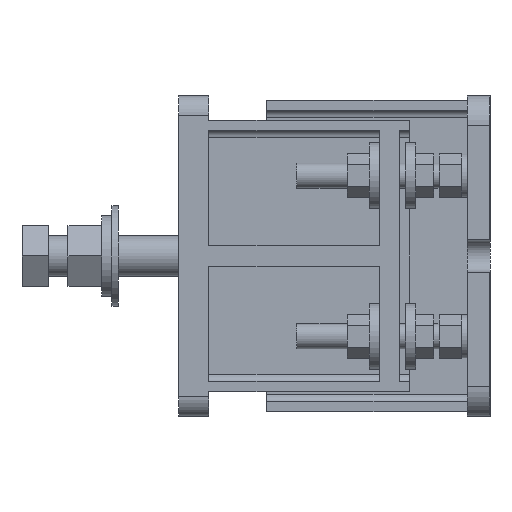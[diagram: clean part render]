
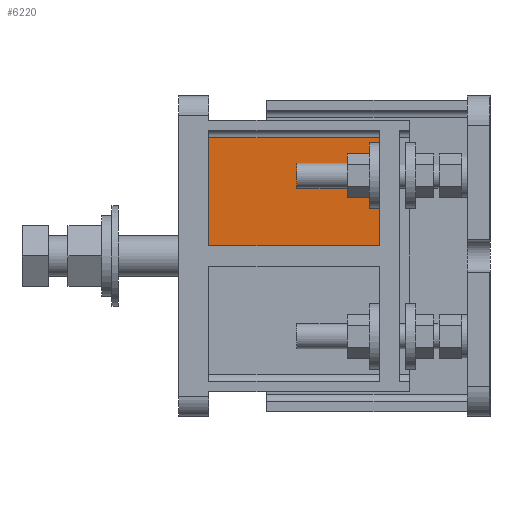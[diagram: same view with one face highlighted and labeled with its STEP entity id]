
A CAD part, left-side view. The second image highlights one B-rep face of the part: STEP entity #6220.
In plain terms, the highlighted planar face has unit normal (-1, 0, 0).
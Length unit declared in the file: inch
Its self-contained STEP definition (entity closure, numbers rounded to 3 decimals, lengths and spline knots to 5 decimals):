
#293 = DIRECTION ( 'NONE',  ( 0., 1., 0. ) ) ;
#473 = VECTOR ( 'NONE', #3469, 39.37008 ) ;
#524 = PLANE ( 'NONE',  #7025 ) ;
#645 = VERTEX_POINT ( 'NONE', #8645 ) ;
#896 = EDGE_LOOP ( 'NONE', ( #5972, #8518, #3166, #8576 ) ) ;
#938 = CARTESIAN_POINT ( 'NONE',  ( -4.9375, 2.75, 3.125 ) ) ;
#1349 = DIRECTION ( 'NONE',  ( 0., 0., 1. ) ) ;
#1402 = CARTESIAN_POINT ( 'NONE',  ( -4.9375, 2.75, 0.25 ) ) ;
#1670 = VECTOR ( 'NONE', #10521, 39.37008 ) ;
#1809 = VERTEX_POINT ( 'NONE', #7511 ) ;
#3111 = VECTOR ( 'NONE', #293, 39.37008 ) ;
#3166 = ORIENTED_EDGE ( 'NONE', *, *, #5722, .F. ) ;
#3469 = DIRECTION ( 'NONE',  ( 0., 0., -1. ) ) ;
#3793 = VERTEX_POINT ( 'NONE', #1402 ) ;
#4275 = CARTESIAN_POINT ( 'NONE',  ( -4.9375, 7., 2.9375 ) ) ;
#4775 = DIRECTION ( 'NONE',  ( -1., 0., 0. ) ) ;
#5568 = LINE ( 'NONE', #10813, #3111 ) ;
#5608 = CARTESIAN_POINT ( 'NONE',  ( -4.9375, 7., 2.9375 ) ) ;
#5722 = EDGE_CURVE ( 'NONE', #645, #3793, #7371, .T. ) ;
#5972 = ORIENTED_EDGE ( 'NONE', *, *, #6920, .F. ) ;
#6220 = ADVANCED_FACE ( 'NONE', ( #7222 ), #524, .T. ) ;
#6920 = EDGE_CURVE ( 'NONE', #1809, #9225, #9507, .T. ) ;
#7025 = AXIS2_PLACEMENT_3D ( 'NONE', #7399, #4775, #1349 ) ;
#7199 = VECTOR ( 'NONE', #10269, 39.37008 ) ;
#7222 = FACE_OUTER_BOUND ( 'NONE', #896, .T. ) ;
#7371 = LINE ( 'NONE', #938, #473 ) ;
#7399 = CARTESIAN_POINT ( 'NONE',  ( -4.9375, 2., 2.9375 ) ) ;
#7511 = CARTESIAN_POINT ( 'NONE',  ( -4.9375, 7., 0.25 ) ) ;
#7775 = EDGE_CURVE ( 'NONE', #3793, #1809, #5568, .T. ) ;
#7863 = CARTESIAN_POINT ( 'NONE',  ( -4.9375, 2., 2.9375 ) ) ;
#8167 = LINE ( 'NONE', #7863, #1670 ) ;
#8518 = ORIENTED_EDGE ( 'NONE', *, *, #7775, .F. ) ;
#8576 = ORIENTED_EDGE ( 'NONE', *, *, #10097, .T. ) ;
#8645 = CARTESIAN_POINT ( 'NONE',  ( -4.9375, 2.75, 2.9375 ) ) ;
#9225 = VERTEX_POINT ( 'NONE', #5608 ) ;
#9507 = LINE ( 'NONE', #4275, #7199 ) ;
#10097 = EDGE_CURVE ( 'NONE', #645, #9225, #8167, .T. ) ;
#10269 = DIRECTION ( 'NONE',  ( 0., 0., 1. ) ) ;
#10521 = DIRECTION ( 'NONE',  ( 0., 1., 0. ) ) ;
#10813 = CARTESIAN_POINT ( 'NONE',  ( -4.9375, 7., 0.25 ) ) ;
